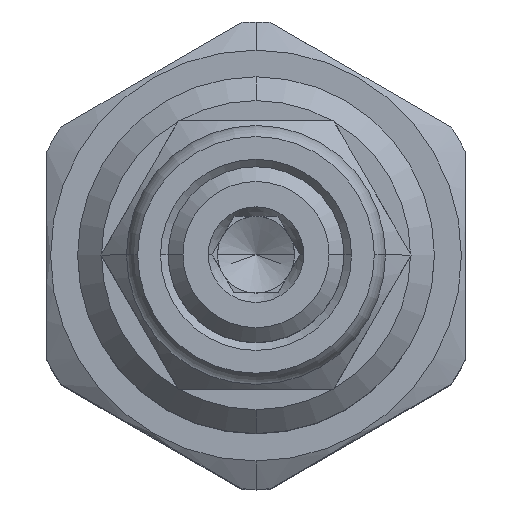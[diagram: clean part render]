
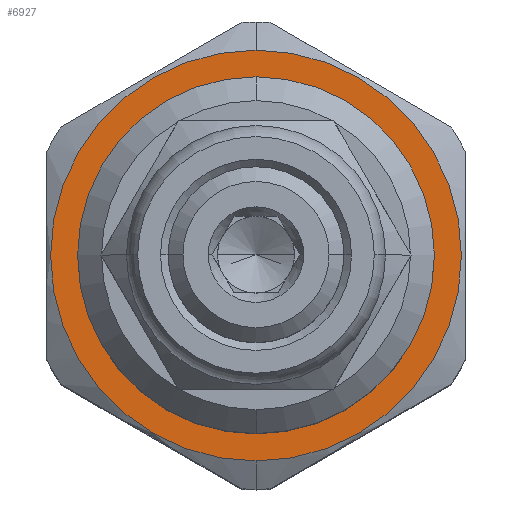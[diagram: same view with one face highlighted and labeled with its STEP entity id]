
A CAD part, top view. The second image highlights one B-rep face of the part: STEP entity #6927.
In plain terms, the highlighted planar face has unit normal (0, 0, 1).
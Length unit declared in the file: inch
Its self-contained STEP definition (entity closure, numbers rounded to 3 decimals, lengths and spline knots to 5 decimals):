
#1014=CARTESIAN_POINT('',(0.,0.,3.155));
#1015=DIRECTION('',(0.,0.,1.));
#1016=DIRECTION('',(0.,-1.,0.));
#1017=AXIS2_PLACEMENT_3D('',#1014,#1015,#1016);
#1019=CARTESIAN_POINT('',(0.,0.,3.155));
#1020=DIRECTION('',(0.,0.,-1.));
#1021=DIRECTION('',(0.,-1.,0.));
#1022=AXIS2_PLACEMENT_3D('',#1019,#1020,#1021);
#1028=CARTESIAN_POINT('',(0.,0.,3.155));
#1029=DIRECTION('',(0.,0.,-1.));
#1030=DIRECTION('',(0.,-1.,0.));
#1031=AXIS2_PLACEMENT_3D('',#1028,#1029,#1030);
#1557=CARTESIAN_POINT('',(0.,0.,3.155));
#1558=DIRECTION('',(0.,0.,1.));
#1559=DIRECTION('',(0.,-1.,0.));
#1560=AXIS2_PLACEMENT_3D('',#1557,#1558,#1559);
#5116=CARTESIAN_POINT('',(0.,-0.43,3.155));
#5118=VERTEX_POINT('',#5116);
#5124=CARTESIAN_POINT('',(0.,0.43,3.155));
#5126=VERTEX_POINT('',#5124);
#5132=CARTESIAN_POINT('',(0.,-0.3735,3.155));
#5133=CARTESIAN_POINT('',(0.,0.3735,3.155));
#5134=VERTEX_POINT('',#5132);
#5135=VERTEX_POINT('',#5133);
#6912=CARTESIAN_POINT('',(0.,0.,3.155));
#6913=DIRECTION('',(0.,0.,1.));
#6914=DIRECTION('',(0.,-1.,0.));
#6915=AXIS2_PLACEMENT_3D('',#6912,#6913,#6914);
#6916=PLANE('',#6915);
#6918=ORIENTED_EDGE('',*,*,#6917,.T.);
#6920=ORIENTED_EDGE('',*,*,#6919,.F.);
#6921=EDGE_LOOP('',(#6918,#6920));
#6922=FACE_OUTER_BOUND('',#6921,.F.);
#6923=ORIENTED_EDGE('',*,*,#6877,.T.);
#6924=ORIENTED_EDGE('',*,*,#6905,.F.);
#6925=EDGE_LOOP('',(#6923,#6924));
#6926=FACE_BOUND('',#6925,.F.);
#6927=ADVANCED_FACE('',(#6922,#6926),#6916,.T.);
#1018=CIRCLE('',#1017,0.3735);
#1023=CIRCLE('',#1022,0.3735);
#1032=CIRCLE('',#1031,0.43);
#1561=CIRCLE('',#1560,0.43);
#6877=EDGE_CURVE('',#5134,#5135,#1018,.T.);
#6905=EDGE_CURVE('',#5134,#5135,#1023,.T.);
#6917=EDGE_CURVE('',#5118,#5126,#1032,.T.);
#6919=EDGE_CURVE('',#5118,#5126,#1561,.T.);
